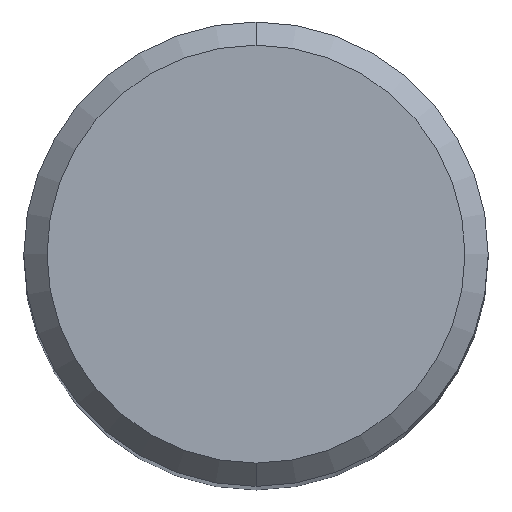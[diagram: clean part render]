
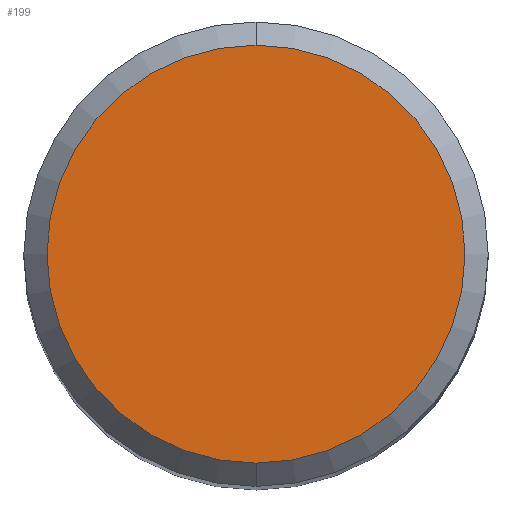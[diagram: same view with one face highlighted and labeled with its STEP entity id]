
A CAD part, top view. The second image highlights one B-rep face of the part: STEP entity #199.
In plain terms, the highlighted planar face has unit normal (0, 0, 1).
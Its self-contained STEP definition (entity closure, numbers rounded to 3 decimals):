
#199=ADVANCED_FACE('',(#508),#509,.T.);
#235=VERTEX_POINT('',#547);
#247=EDGE_CURVE('',#307,#235,#559,.T.);
#307=VERTEX_POINT('',#626);
#361=EDGE_CURVE('',#235,#307,#686,.T.);
#508=FACE_OUTER_BOUND('',#868,.T.);
#509=PLANE('',#869);
#547=CARTESIAN_POINT('',(0.,-4.5,0.0));
#559=CIRCLE('',#959,4.5);
#626=CARTESIAN_POINT('',(0.0,4.5,0.0));
#686=CIRCLE('',#1282,4.5);
#868=EDGE_LOOP('',(#1501,#1502));
#869=AXIS2_PLACEMENT_3D('',#1503,#1504,#1505);
#959=AXIS2_PLACEMENT_3D('',#1534,#1535,#1536);
#1282=AXIS2_PLACEMENT_3D('',#1702,#1703,#1704);
#1501=ORIENTED_EDGE('',*,*,#247,.F.);
#1502=ORIENTED_EDGE('',*,*,#361,.F.);
#1503=CARTESIAN_POINT('',(0.0,2.25,0.0));
#1504=DIRECTION('',(-0.0,0.0,1.0));
#1505=DIRECTION('',(0.0,-1.0,0.0));
#1534=CARTESIAN_POINT('',(0.0,0.0,0.0));
#1535=DIRECTION('',(0.0,0.0,-1.0));
#1536=DIRECTION('',(0.0,1.0,0.0));
#1702=CARTESIAN_POINT('',(0.0,0.0,0.0));
#1703=DIRECTION('',(0.0,0.0,-1.0));
#1704=DIRECTION('',(0.0,1.0,0.0));
